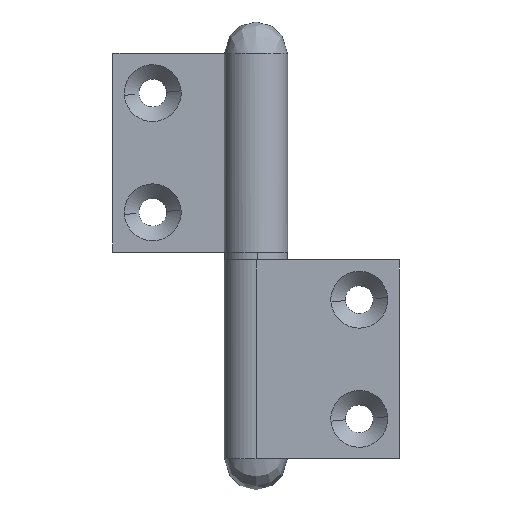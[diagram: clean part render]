
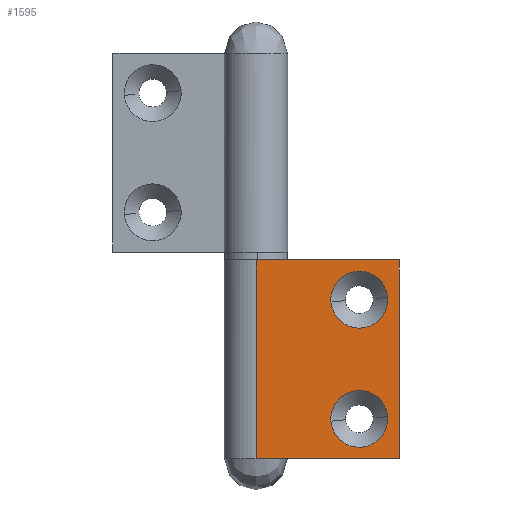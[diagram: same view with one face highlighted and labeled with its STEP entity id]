
A CAD part, front view. The second image highlights one B-rep face of the part: STEP entity #1595.
In plain terms, the highlighted free-form (B-spline) face has degree [1, 1] with [2, 2] control points.
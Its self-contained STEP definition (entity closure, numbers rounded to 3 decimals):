
#1129=CARTESIAN_POINT('',(33.128,-8.,40.561));
#1130=VERTEX_POINT('',#1129);
#1136=CARTESIAN_POINT('',(26.0,-8.0,47.15));
#1137=VERTEX_POINT('',#1136);
#1138=CARTESIAN_POINT('',(26.0,-8.0,47.15));
#1139=CARTESIAN_POINT('',(32.609,-8.,47.15));
#1140=CARTESIAN_POINT('',(33.128,-8.,40.561));
#1148=(BOUNDED_CURVE()B_SPLINE_CURVE(2,(#1138,#1139,#1140),.UNSPECIFIED.,.F.,.U.)B_SPLINE_CURVE_WITH_KNOTS((3,3),(0.0,0.236),.UNSPECIFIED.)CURVE()GEOMETRIC_REPRESENTATION_ITEM()RATIONAL_B_SPLINE_CURVE((1.0,0.723,0.97))REPRESENTATION_ITEM(''));
#1149=EDGE_CURVE('',#1137,#1130,#1148,.T.);
#1151=CARTESIAN_POINT('',(18.872,-8.,39.439));
#1152=VERTEX_POINT('',#1151);
#1153=CARTESIAN_POINT('',(18.872,-8.,39.439));
#1154=CARTESIAN_POINT('',(18.85,-8.,39.719));
#1155=CARTESIAN_POINT('',(18.85,-8.,40.));
#1156=CARTESIAN_POINT('',(18.85,-8.,47.15));
#1157=CARTESIAN_POINT('',(26.0,-8.0,47.15));
#1165=(BOUNDED_CURVE()B_SPLINE_CURVE(2,(#1153,#1154,#1155,#1156,#1157),.UNSPECIFIED.,.F.,.U.)B_SPLINE_CURVE_WITH_KNOTS((3,2,3),(0.736,0.75,1.0),.UNSPECIFIED.)CURVE()GEOMETRIC_REPRESENTATION_ITEM()RATIONAL_B_SPLINE_CURVE((0.97,0.984,1.0,0.707,1.0))REPRESENTATION_ITEM(''));
#1166=EDGE_CURVE('',#1152,#1137,#1165,.T.);
#1202=CARTESIAN_POINT('',(26.0,-8.0,32.85));
#1203=VERTEX_POINT('',#1202);
#1204=CARTESIAN_POINT('',(26.0,-8.0,32.85));
#1205=CARTESIAN_POINT('',(19.391,-8.,32.85));
#1206=CARTESIAN_POINT('',(18.872,-8.,39.439));
#1214=(BOUNDED_CURVE()B_SPLINE_CURVE(2,(#1204,#1205,#1206),.UNSPECIFIED.,.F.,.U.)B_SPLINE_CURVE_WITH_KNOTS((3,3),(0.5,0.736),.UNSPECIFIED.)CURVE()GEOMETRIC_REPRESENTATION_ITEM()RATIONAL_B_SPLINE_CURVE((1.0,0.723,0.97))REPRESENTATION_ITEM(''));
#1215=EDGE_CURVE('',#1203,#1152,#1214,.T.);
#1217=CARTESIAN_POINT('',(33.128,-8.,40.561));
#1218=CARTESIAN_POINT('',(33.15,-8.,40.281));
#1219=CARTESIAN_POINT('',(33.15,-8.,40.));
#1220=CARTESIAN_POINT('',(33.15,-8.,32.85));
#1221=CARTESIAN_POINT('',(26.0,-8.0,32.85));
#1229=(BOUNDED_CURVE()B_SPLINE_CURVE(2,(#1217,#1218,#1219,#1220,#1221),.UNSPECIFIED.,.F.,.U.)B_SPLINE_CURVE_WITH_KNOTS((3,2,3),(0.236,0.25,0.5),.UNSPECIFIED.)CURVE()GEOMETRIC_REPRESENTATION_ITEM()RATIONAL_B_SPLINE_CURVE((0.97,0.984,1.0,0.707,1.0))REPRESENTATION_ITEM(''));
#1230=EDGE_CURVE('',#1130,#1203,#1229,.T.);
#1441=CARTESIAN_POINT('',(33.128,-8.,10.561));
#1442=VERTEX_POINT('',#1441);
#1448=CARTESIAN_POINT('',(26.0,-8.0,17.15));
#1449=VERTEX_POINT('',#1448);
#1450=CARTESIAN_POINT('',(26.0,-8.0,17.15));
#1451=CARTESIAN_POINT('',(32.609,-8.,17.15));
#1452=CARTESIAN_POINT('',(33.128,-8.,10.561));
#1460=(BOUNDED_CURVE()B_SPLINE_CURVE(2,(#1450,#1451,#1452),.UNSPECIFIED.,.F.,.U.)B_SPLINE_CURVE_WITH_KNOTS((3,3),(0.0,0.236),.UNSPECIFIED.)CURVE()GEOMETRIC_REPRESENTATION_ITEM()RATIONAL_B_SPLINE_CURVE((1.0,0.723,0.97))REPRESENTATION_ITEM(''));
#1461=EDGE_CURVE('',#1449,#1442,#1460,.T.);
#1463=CARTESIAN_POINT('',(18.872,-8.,9.439));
#1464=VERTEX_POINT('',#1463);
#1465=CARTESIAN_POINT('',(18.872,-8.,9.439));
#1466=CARTESIAN_POINT('',(18.85,-8.,9.719));
#1467=CARTESIAN_POINT('',(18.85,-8.,10.));
#1468=CARTESIAN_POINT('',(18.85,-8.,17.15));
#1469=CARTESIAN_POINT('',(26.0,-8.0,17.15));
#1477=(BOUNDED_CURVE()B_SPLINE_CURVE(2,(#1465,#1466,#1467,#1468,#1469),.UNSPECIFIED.,.F.,.U.)B_SPLINE_CURVE_WITH_KNOTS((3,2,3),(0.736,0.75,1.0),.UNSPECIFIED.)CURVE()GEOMETRIC_REPRESENTATION_ITEM()RATIONAL_B_SPLINE_CURVE((0.97,0.984,1.0,0.707,1.0))REPRESENTATION_ITEM(''));
#1478=EDGE_CURVE('',#1464,#1449,#1477,.T.);
#1514=CARTESIAN_POINT('',(26.0,-8.0,2.85));
#1515=VERTEX_POINT('',#1514);
#1516=CARTESIAN_POINT('',(26.0,-8.0,2.85));
#1517=CARTESIAN_POINT('',(19.391,-8.,2.85));
#1518=CARTESIAN_POINT('',(18.872,-8.,9.439));
#1526=(BOUNDED_CURVE()B_SPLINE_CURVE(2,(#1516,#1517,#1518),.UNSPECIFIED.,.F.,.U.)B_SPLINE_CURVE_WITH_KNOTS((3,3),(0.5,0.736),.UNSPECIFIED.)CURVE()GEOMETRIC_REPRESENTATION_ITEM()RATIONAL_B_SPLINE_CURVE((1.0,0.723,0.97))REPRESENTATION_ITEM(''));
#1527=EDGE_CURVE('',#1515,#1464,#1526,.T.);
#1529=CARTESIAN_POINT('',(33.128,-8.,10.561));
#1530=CARTESIAN_POINT('',(33.15,-8.,10.281));
#1531=CARTESIAN_POINT('',(33.15,-8.,10.));
#1532=CARTESIAN_POINT('',(33.15,-8.,2.85));
#1533=CARTESIAN_POINT('',(26.0,-8.0,2.85));
#1541=(BOUNDED_CURVE()B_SPLINE_CURVE(2,(#1529,#1530,#1531,#1532,#1533),.UNSPECIFIED.,.F.,.U.)B_SPLINE_CURVE_WITH_KNOTS((3,2,3),(0.236,0.25,0.5),.UNSPECIFIED.)CURVE()GEOMETRIC_REPRESENTATION_ITEM()RATIONAL_B_SPLINE_CURVE((0.97,0.984,1.0,0.707,1.0))REPRESENTATION_ITEM(''));
#1542=EDGE_CURVE('',#1442,#1515,#1541,.T.);
#1548=CARTESIAN_POINT('',(-1.798,-8.0,52.497));
#1549=CARTESIAN_POINT('',(-1.798,-8.0,-2.498));
#1550=CARTESIAN_POINT('',(37.798,-8.0,52.497));
#1551=CARTESIAN_POINT('',(37.798,-8.0,-2.498));
#1552=B_SPLINE_SURFACE_WITH_KNOTS('',1,1,((#1548,#1550),(#1549,#1551)),.UNSPECIFIED.,.F.,.F.,.U.,(2,2),(2,2),(0.0,54.995),(0.0,39.596),.UNSPECIFIED.);
#1553=CARTESIAN_POINT('',(0.,-8.0,50.0));
#1554=VERTEX_POINT('',#1553);
#1555=CARTESIAN_POINT('',(36.0,-8.0,50.0));
#1556=VERTEX_POINT('',#1555);
#1557=CARTESIAN_POINT('',(0.,-8.0,50.0));
#1558=CARTESIAN_POINT('',(36.0,-8.0,50.0));
#1559=QUASI_UNIFORM_CURVE('',1,(#1557,#1558),.UNSPECIFIED.,.F.,.U.);
#1560=EDGE_CURVE('',#1554,#1556,#1559,.T.);
#1561=ORIENTED_EDGE('',*,*,#1560,.F.);
#1562=CARTESIAN_POINT('',(0.,-8.0,0.0));
#1563=VERTEX_POINT('',#1562);
#1564=CARTESIAN_POINT('',(0.,-8.0,0.0));
#1565=CARTESIAN_POINT('',(0.,-8.0,50.0));
#1566=QUASI_UNIFORM_CURVE('',1,(#1564,#1565),.UNSPECIFIED.,.F.,.U.);
#1567=EDGE_CURVE('',#1563,#1554,#1566,.T.);
#1568=ORIENTED_EDGE('',*,*,#1567,.F.);
#1569=CARTESIAN_POINT('',(36.0,-8.0,0.0));
#1570=VERTEX_POINT('',#1569);
#1571=CARTESIAN_POINT('',(0.,-8.0,0.0));
#1572=CARTESIAN_POINT('',(36.0,-8.0,0.0));
#1573=QUASI_UNIFORM_CURVE('',1,(#1571,#1572),.UNSPECIFIED.,.F.,.U.);
#1574=EDGE_CURVE('',#1563,#1570,#1573,.T.);
#1575=ORIENTED_EDGE('',*,*,#1574,.T.);
#1576=CARTESIAN_POINT('',(36.0,-8.0,0.0));
#1577=CARTESIAN_POINT('',(36.0,-8.0,50.0));
#1578=QUASI_UNIFORM_CURVE('',1,(#1576,#1577),.UNSPECIFIED.,.F.,.U.);
#1579=EDGE_CURVE('',#1570,#1556,#1578,.T.);
#1580=ORIENTED_EDGE('',*,*,#1579,.T.);
#1581=EDGE_LOOP('',(#1561,#1568,#1575,#1580));
#1582=FACE_OUTER_BOUND('',#1581,.T.);
#1583=ORIENTED_EDGE('',*,*,#1527,.T.);
#1584=ORIENTED_EDGE('',*,*,#1478,.T.);
#1585=ORIENTED_EDGE('',*,*,#1461,.T.);
#1586=ORIENTED_EDGE('',*,*,#1542,.T.);
#1587=EDGE_LOOP('',(#1583,#1584,#1585,#1586));
#1588=FACE_BOUND('',#1587,.T.);
#1589=ORIENTED_EDGE('',*,*,#1215,.T.);
#1590=ORIENTED_EDGE('',*,*,#1166,.T.);
#1591=ORIENTED_EDGE('',*,*,#1149,.T.);
#1592=ORIENTED_EDGE('',*,*,#1230,.T.);
#1593=EDGE_LOOP('',(#1589,#1590,#1591,#1592));
#1594=FACE_BOUND('',#1593,.T.);
#1595=ADVANCED_FACE('',(#1582,#1588,#1594),#1552,.T.);
